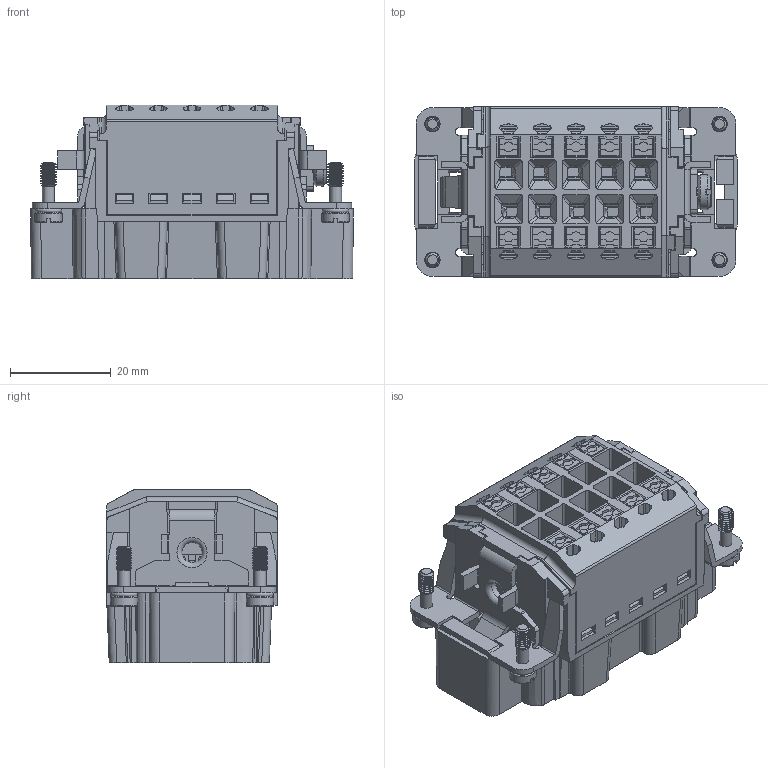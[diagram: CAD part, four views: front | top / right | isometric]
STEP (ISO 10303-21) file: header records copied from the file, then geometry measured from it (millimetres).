
FILE_DESCRIPTION(/* description */ (''),/* implementation_level */ '2;1');
FILE_NAME(/* name */ 'HE-010-MZ.stp',/* time_stamp */ '2023-09-18T13:30:17+08:00',/* author */ (''),/* organization */ (''),/* preprocessor_version */ 'ST-DEVELOPER v16',/* originating_system */ 'SIEMENS PLM Software NX 10.0',/* authorisation */ '');
FILE_SCHEMA (('AUTOMOTIVE_DESIGN { 1 0 10303 214 3 1 1 1 }'));
Products named in the file (1): Admi16F8F3C4ysvk
Bounding box: 64.1 x 33.8 x 34.5 mm (x, y, z)
Volume: 26021.5 mm3; surface area: 40255 mm2
Topology: 1 solids, 3 shells, 3300 faces, 9596 edges, 6269 vertices
Faces by surface type: plane 2407, cylinder 635, bspline 76, cone 67, torus 51, sphere 44, extrusion 20
Full cylindrical faces by diameter (mm): 1 x1, 2.4 x4, 2.5 x4, 2.65 x10, 4 x1, 5.4 x4, 6.4 x2, 7 x1
Entity records: 124438 total; most frequent: CARTESIAN_POINT 37476, ORIENTED_EDGE 18874, DIRECTION 17072, EDGE_CURVE 9437, VECTOR 7384, LINE 7364, VERTEX_POINT 6206, AXIS2_PLACEMENT_3D 4844
